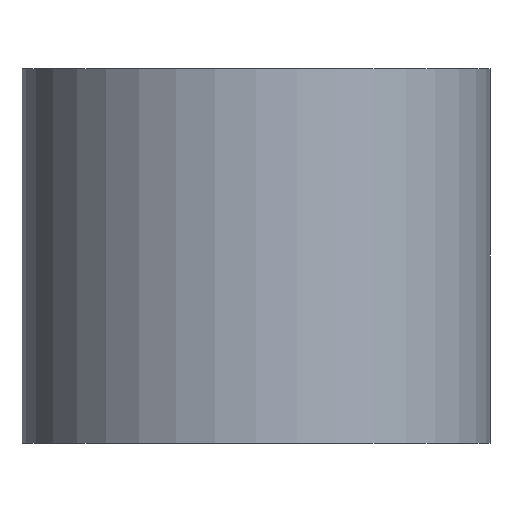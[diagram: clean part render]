
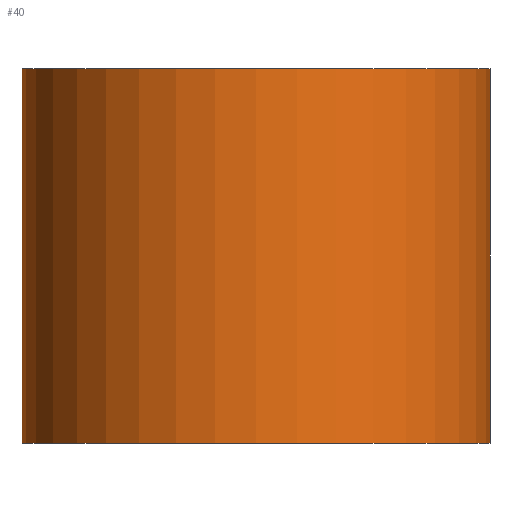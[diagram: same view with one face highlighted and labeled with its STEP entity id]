
A CAD part, front view. The second image highlights one B-rep face of the part: STEP entity #40.
In plain terms, the highlighted cylindrical face has radius 20 mm (diameter 40 mm), a partial arc.
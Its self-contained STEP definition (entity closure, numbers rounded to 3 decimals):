
#8 = CARTESIAN_POINT ( 'NONE',  ( -20., 0., 0. ) ) ;
#9 = VERTEX_POINT ( 'NONE', #51 ) ;
#18 = DIRECTION ( 'NONE',  ( 0., 0., 1. ) ) ;
#19 = DIRECTION ( 'NONE',  ( 1., 0., 0. ) ) ;
#32 = DIRECTION ( 'NONE',  ( 0., 0., 1. ) ) ;
#39 = CARTESIAN_POINT ( 'NONE',  ( 20., 0., 32. ) ) ;
#40 = ADVANCED_FACE ( 'NONE', ( #200 ), #300, .T. ) ;
#50 = ORIENTED_EDGE ( 'NONE', *, *, #316, .T. ) ;
#51 = CARTESIAN_POINT ( 'NONE',  ( 20., 0., 0. ) ) ;
#69 = VECTOR ( 'NONE', #165, 1000. ) ;
#76 = CIRCLE ( 'NONE', #266, 20. ) ;
#77 = DIRECTION ( 'NONE',  ( 0., 0., 1. ) ) ;
#88 = LINE ( 'NONE', #187, #69 ) ;
#90 = LINE ( 'NONE', #95, #255 ) ;
#95 = CARTESIAN_POINT ( 'NONE',  ( -20., 0., 40. ) ) ;
#102 = VERTEX_POINT ( 'NONE', #287 ) ;
#104 = ORIENTED_EDGE ( 'NONE', *, *, #217, .F. ) ;
#122 = DIRECTION ( 'NONE',  ( 0., 0., 1. ) ) ;
#140 = AXIS2_PLACEMENT_3D ( 'NONE', #178, #32, #256 ) ;
#165 = DIRECTION ( 'NONE',  ( 0., 0., 1. ) ) ;
#175 = ORIENTED_EDGE ( 'NONE', *, *, #202, .F. ) ;
#178 = CARTESIAN_POINT ( 'NONE',  ( 0., 0., 0. ) ) ;
#180 = EDGE_CURVE ( 'NONE', #9, #182, #88, .T. ) ;
#182 = VERTEX_POINT ( 'NONE', #39 ) ;
#183 = DIRECTION ( 'NONE',  ( 1., 0., 0. ) ) ;
#187 = CARTESIAN_POINT ( 'NONE',  ( 20., 0., 40. ) ) ;
#200 = FACE_OUTER_BOUND ( 'NONE', #284, .T. ) ;
#202 = EDGE_CURVE ( 'NONE', #328, #102, #90, .T. ) ;
#217 = EDGE_CURVE ( 'NONE', #102, #182, #76, .T. ) ;
#222 = CARTESIAN_POINT ( 'NONE',  ( 0., 0., 32. ) ) ;
#230 = CARTESIAN_POINT ( 'NONE',  ( 0., 0., 40. ) ) ;
#243 = AXIS2_PLACEMENT_3D ( 'NONE', #230, #77, #183 ) ;
#255 = VECTOR ( 'NONE', #122, 1000. ) ;
#256 = DIRECTION ( 'NONE',  ( 1., 0., 0. ) ) ;
#266 = AXIS2_PLACEMENT_3D ( 'NONE', #222, #18, #19 ) ;
#284 = EDGE_LOOP ( 'NONE', ( #175, #50, #297, #104 ) ) ;
#287 = CARTESIAN_POINT ( 'NONE',  ( -20., 0., 32. ) ) ;
#297 = ORIENTED_EDGE ( 'NONE', *, *, #180, .T. ) ;
#300 = CYLINDRICAL_SURFACE ( 'NONE', #243, 20. ) ;
#305 = CIRCLE ( 'NONE', #140, 20. ) ;
#316 = EDGE_CURVE ( 'NONE', #328, #9, #305, .T. ) ;
#328 = VERTEX_POINT ( 'NONE', #8 ) ;
